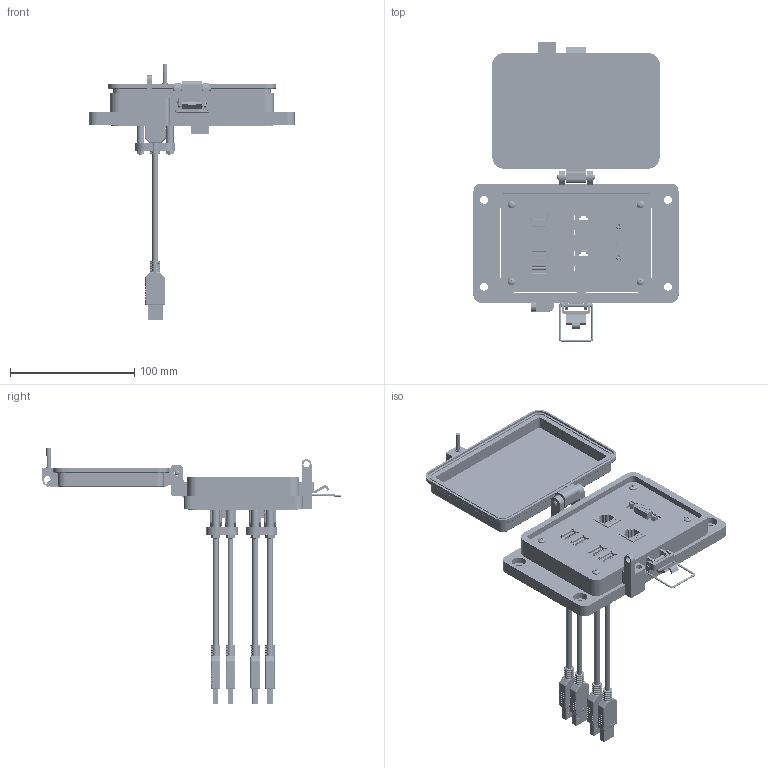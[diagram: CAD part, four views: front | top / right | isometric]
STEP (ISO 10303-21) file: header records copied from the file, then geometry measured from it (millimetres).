
FILE_DESCRIPTION (( 'STEP AP203' ), '1' );
FILE_NAME ('P-P11#4Q24R62#2-M3RX-CXXX_3D.STEP', '2022-09-07T12:46:28', ( '' ), ( '' ), 'SwSTEP 2.0', 'SolidWorks 2021', '' );
FILE_SCHEMA (( 'CONFIG_CONTROL_DESIGN' ));
Length unit declared in the file: millimetre
Products named in the file (19): P-P11#4Q24R62#2-M3RX-CXXX_FP060_1; Z-300-RJ45CAT6; P-P11#4Q24R62#2-M3RX-CXXX_TP060_1; P-P11#4Q24R62#2-M3RX-CXXX_3D; R62; P11; Z-020-3047; -M3; Z-000-440134FH_91771A122; Z-000-4243316TFP; P-P11#4Q24R62#2-M3RX-CXXX_TP240_3; Z-BULK-DBHV15MF; Z-002-4401_4HN_90675A005; Z-001-SPR_1-1_4; Q24; Z-H-M3_B; Z-001-SPR3_16HX; 92005A124_METRIC PAN HEAD PHILLIPS MACHINE SCREW_92005A124; P-P11#4Q24R62#2-M3RX-CXXX_BP240_1
Assembly tree (52 placements, depth 3):
  P-P11#4Q24R62#2-M3RX-CXXX_3D
    -M3
      Z-H-M3_B
    P-P11#4Q24R62#2-M3RX-CXXX_BP240_1
    P-P11#4Q24R62#2-M3RX-CXXX_FP060_1
    P-P11#4Q24R62#2-M3RX-CXXX_TP060_1
    P-P11#4Q24R62#2-M3RX-CXXX_TP240_3  x2
    P11  x4
      Z-020-3047
    Z-000-440134FH_91771A122  x8
    Z-001-SPR_1-1_4  x8
    Z-002-4401_4HN_90675A005  x8
    Q24
      Z-BULK-DBHV15MF
      Z-001-SPR3_16HX  x2
    Z-000-4243316TFP  x5
    R62  x2
      Z-300-RJ45CAT6
    92005A124_METRIC PAN HEAD PHILLIPS MACHINE SCREW_92005A124  x4
Bounding box: 164.96 x 240.59 x 206.58 mm (x, y, z)
Volume: 310958.1 mm3; surface area: 219965.6 mm2
Topology: 97 solids, 97 shells, 8496 faces, 23859 edges, 15545 vertices
Faces by surface type: plane 3867, cylinder 3446, bspline 744, cone 409, torus 22, sphere 8
Entity records: 114022 total; most frequent: CARTESIAN_POINT 39822, ORIENTED_EDGE 15748, DIRECTION 13705, EDGE_CURVE 7874, VERTEX_POINT 5160, VECTOR 4727, LINE 4727, AXIS2_PLACEMENT_3D 4489
